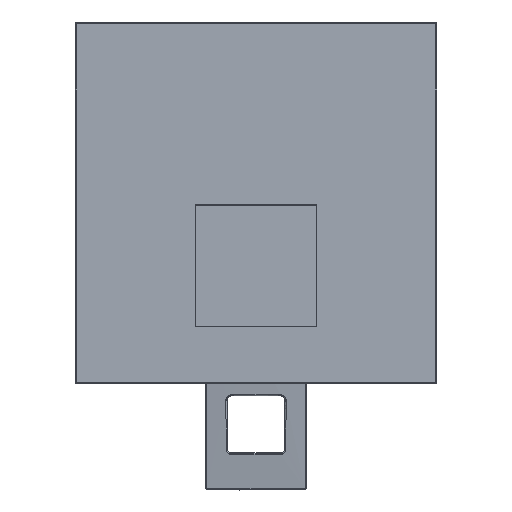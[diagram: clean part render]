
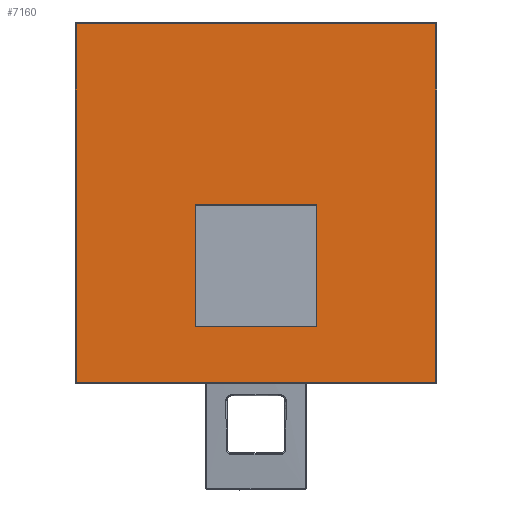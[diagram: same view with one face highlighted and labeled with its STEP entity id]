
A CAD part, left-side view. The second image highlights one B-rep face of the part: STEP entity #7160.
In plain terms, the highlighted planar face has unit normal (-1, 0, 0).
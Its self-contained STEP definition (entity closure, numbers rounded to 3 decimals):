
#886=ELLIPSE('',#9651,0.3,0.3);
#887=ELLIPSE('',#9652,0.3,0.3);
#888=ELLIPSE('',#9653,0.3,0.3);
#889=ELLIPSE('',#9654,0.3,0.3);
#980=LINE('',#12900,#1240);
#981=LINE('',#12904,#1241);
#982=LINE('',#12908,#1242);
#983=LINE('',#12912,#1243);
#984=LINE('',#12913,#1244);
#985=LINE('',#12916,#1245);
#986=LINE('',#12918,#1246);
#987=LINE('',#12920,#1247);
#1240=VECTOR('',#10550,1000.);
#1241=VECTOR('',#10553,1000.);
#1242=VECTOR('',#10556,1000.);
#1243=VECTOR('',#10559,1000.);
#1244=VECTOR('',#10560,1000.);
#1245=VECTOR('',#10561,1000.);
#1246=VECTOR('',#10562,1000.);
#1247=VECTOR('',#10563,1000.);
#1492=PLANE('',#9650);
#1619=ORIENTED_EDGE('',*,*,#3883,.F.);
#1620=ORIENTED_EDGE('',*,*,#3884,.F.);
#1621=ORIENTED_EDGE('',*,*,#3885,.F.);
#1622=ORIENTED_EDGE('',*,*,#3886,.F.);
#1623=ORIENTED_EDGE('',*,*,#3887,.F.);
#1624=ORIENTED_EDGE('',*,*,#3888,.F.);
#1625=ORIENTED_EDGE('',*,*,#3889,.F.);
#1626=ORIENTED_EDGE('',*,*,#3890,.F.);
#1627=ORIENTED_EDGE('',*,*,#3891,.F.);
#1628=ORIENTED_EDGE('',*,*,#3892,.F.);
#1629=ORIENTED_EDGE('',*,*,#3893,.F.);
#1630=ORIENTED_EDGE('',*,*,#3894,.F.);
#3883=EDGE_CURVE('',#5022,#5023,#886,.F.);
#3884=EDGE_CURVE('',#5024,#5022,#980,.F.);
#3885=EDGE_CURVE('',#5025,#5024,#887,.F.);
#3886=EDGE_CURVE('',#5026,#5025,#981,.T.);
#3887=EDGE_CURVE('',#5027,#5026,#888,.F.);
#3888=EDGE_CURVE('',#5028,#5027,#982,.T.);
#3889=EDGE_CURVE('',#5029,#5028,#889,.F.);
#3890=EDGE_CURVE('',#5023,#5029,#983,.T.);
#3891=EDGE_CURVE('',#5030,#5031,#984,.T.);
#3892=EDGE_CURVE('',#5032,#5030,#985,.T.);
#3893=EDGE_CURVE('',#5033,#5032,#986,.T.);
#3894=EDGE_CURVE('',#5031,#5033,#987,.T.);
#5022=VERTEX_POINT('',#12898);
#5023=VERTEX_POINT('',#12899);
#5024=VERTEX_POINT('',#12901);
#5025=VERTEX_POINT('',#12903);
#5026=VERTEX_POINT('',#12905);
#5027=VERTEX_POINT('',#12907);
#5028=VERTEX_POINT('',#12909);
#5029=VERTEX_POINT('',#12911);
#5030=VERTEX_POINT('',#12914);
#5031=VERTEX_POINT('',#12915);
#5032=VERTEX_POINT('',#12917);
#5033=VERTEX_POINT('',#12919);
#6013=EDGE_LOOP('',(#1619,#1620,#1621,#1622,#1623,#1624,#1625,#1626));
#6014=EDGE_LOOP('',(#1627,#1628,#1629,#1630));
#6567=FACE_BOUND('',#6013,.T.);
#6568=FACE_BOUND('',#6014,.T.);
#7160=ADVANCED_FACE('',(#6567,#6568),#1492,.F.);
#9650=AXIS2_PLACEMENT_3D('',#12896,#10546,#10547);
#9651=AXIS2_PLACEMENT_3D('',#12897,#10548,#10549);
#9652=AXIS2_PLACEMENT_3D('',#12902,#10551,#10552);
#9653=AXIS2_PLACEMENT_3D('',#12906,#10554,#10555);
#9654=AXIS2_PLACEMENT_3D('',#12910,#10557,#10558);
#10546=DIRECTION('',(1.,0.,0.));
#10547=DIRECTION('',(0.,1.,0.));
#10548=DIRECTION('',(-1.,0.,0.));
#10549=DIRECTION('',(0.,-0.707,0.707));
#10550=DIRECTION('',(0.,-1.,0.));
#10551=DIRECTION('',(-1.,0.,0.));
#10552=DIRECTION('',(0.,0.707,0.707));
#10553=DIRECTION('',(0.,0.,-1.));
#10554=DIRECTION('',(-1.,0.,0.));
#10555=DIRECTION('',(0.,0.707,-0.707));
#10556=DIRECTION('',(0.,-1.,0.));
#10557=DIRECTION('',(-1.,0.,0.));
#10558=DIRECTION('',(0.,-0.707,-0.707));
#10559=DIRECTION('',(0.,0.,1.));
#10560=DIRECTION('',(0.,0.,1.));
#10561=DIRECTION('',(0.,-1.,0.));
#10562=DIRECTION('',(0.,0.,-1.));
#10563=DIRECTION('',(0.,1.,0.));
#12896=CARTESIAN_POINT('',(49.75,0.,0.));
#12897=CARTESIAN_POINT('',(49.75,78.182,-78.182));
#12898=CARTESIAN_POINT('',(49.75,78.182,-78.482));
#12899=CARTESIAN_POINT('',(49.75,78.482,-78.182));
#12900=CARTESIAN_POINT('',(49.75,0.,-78.482));
#12901=CARTESIAN_POINT('',(49.75,-78.182,-78.482));
#12902=CARTESIAN_POINT('',(49.75,-78.182,-78.182));
#12903=CARTESIAN_POINT('',(49.75,-78.482,-78.182));
#12904=CARTESIAN_POINT('',(49.75,-78.482,0.));
#12905=CARTESIAN_POINT('',(49.75,-78.482,78.182));
#12906=CARTESIAN_POINT('',(49.75,-78.182,78.182));
#12907=CARTESIAN_POINT('',(49.75,-78.182,78.482));
#12908=CARTESIAN_POINT('',(49.75,0.,78.482));
#12909=CARTESIAN_POINT('',(49.75,78.182,78.482));
#12910=CARTESIAN_POINT('',(49.75,78.182,78.182));
#12911=CARTESIAN_POINT('',(49.75,78.482,78.182));
#12912=CARTESIAN_POINT('',(49.75,78.482,0.));
#12913=CARTESIAN_POINT('',(49.75,-26.55,0.));
#12914=CARTESIAN_POINT('',(49.75,-26.55,-54.05));
#12915=CARTESIAN_POINT('',(49.75,-26.55,-0.95));
#12916=CARTESIAN_POINT('',(49.75,0.,-54.05));
#12917=CARTESIAN_POINT('',(49.75,26.55,-54.05));
#12918=CARTESIAN_POINT('',(49.75,26.55,0.));
#12919=CARTESIAN_POINT('',(49.75,26.55,-0.95));
#12920=CARTESIAN_POINT('',(49.75,0.,-0.95));
